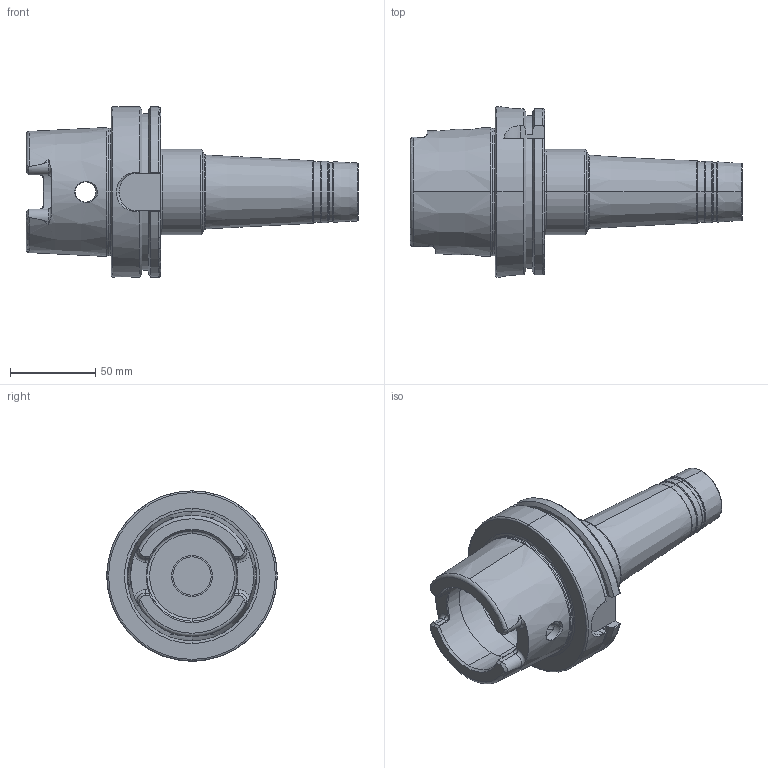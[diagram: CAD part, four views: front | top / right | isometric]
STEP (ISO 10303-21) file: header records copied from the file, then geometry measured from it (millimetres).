
FILE_DESCRIPTION((''),'2;1');
FILE_NAME('LO_HSK100A-HMC3_4-5_71-WR110HMC','2019-10-08T16:33:22',('KKK'),(''),'CREO PARAMETRIC BY PTC INC, 2018100','CREO PARAMETRIC BY PTC INC, 2018100','');
FILE_SCHEMA(('CONFIG_CONTROL_DESIGN'));
Length unit declared in the file: millimetre
Products named in the file (1): LO_HSK100A-HMC3_4-5_71-WR110HMC
Bounding box: 195 x 100 x 100 mm (x, y, z)
Volume: 386704.2 mm3; surface area: 70472.9 mm2
Topology: 1 solids, 2 shells, 206 faces, 496 edges, 296 vertices
Faces by surface type: cone 57, cylinder 52, plane 50, torus 43, bspline 4
Entity records: 6707 total; most frequent: CARTESIAN_POINT 1889, DIRECTION 1036, ORIENTED_EDGE 990, EDGE_CURVE 496, AXIS2_PLACEMENT_3D 426, VERTEX_POINT 296, CIRCLE 223, EDGE_LOOP 215
